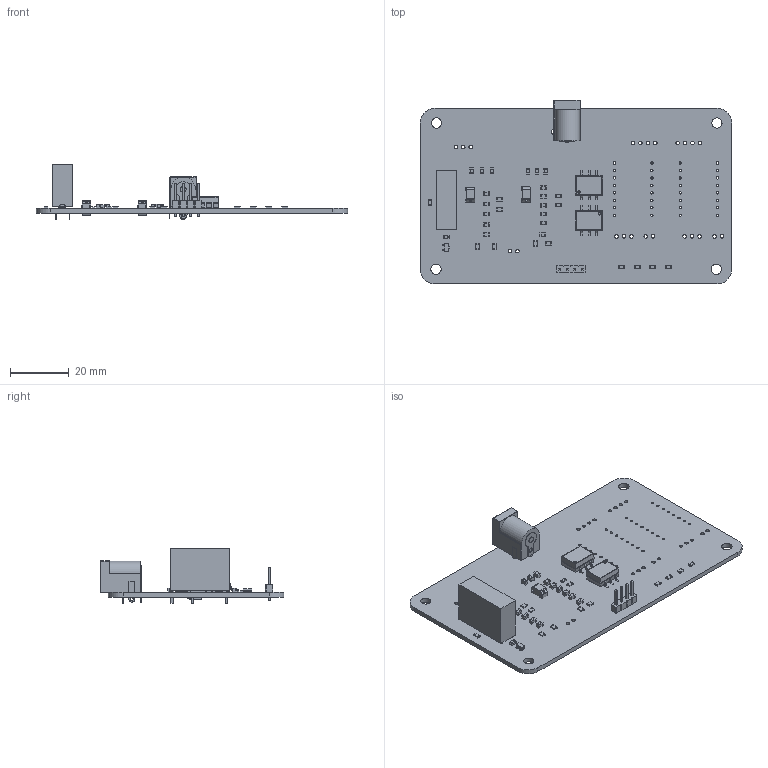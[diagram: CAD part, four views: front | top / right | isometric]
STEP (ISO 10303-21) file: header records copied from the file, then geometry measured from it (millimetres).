
FILE_DESCRIPTION(('KiCad electronic assembly'),'2;1');
FILE_NAME('MitskiKillerV1_2A.step','2025-03-26T04:50:58',('Pcbnew'),( 'Kicad'),'Open CASCADE STEP processor 7.7','KiCad to STEP converter' ,'Unknown');
FILE_SCHEMA(('AUTOMOTIVE_DESIGN { 1 0 10303 214 1 1 1 1 }'));
Length unit declared in the file: millimetre
Products named in the file (20): MitskiKillerV1_2A 1; C_0805_2012Metric; R_0805_2012Metric; BarrelJack_Horizontal; SPM5030T-2R2M-HZ; SPM5030T-4R7M-HZ; PinHeader_1x04_P2.54mm_Vertical; PinHeader_1x04_P254mm_Vertical; 219-3MST; ASSEMBLY; D_0805_2012Metric; D_0805; SOT-23; SOT_23; Relay_ALDP105W; part; MitskiKillerV1_2A_PCB
Assembly tree (49 placements, depth 3):
  MitskiKillerV1_2A 1
    C_0805_2012Metric  x17
      C_0805_2012Metric
    R_0805_2012Metric  x13
      R_0805_2012Metric
    BarrelJack_Horizontal
      BarrelJack_Horizontal
    SPM5030T-2R2M-HZ  x2
      SPM5030T-4R7M-HZ
    PinHeader_1x04_P2.54mm_Vertical
      PinHeader_1x04_P254mm_Vertical
    219-3MST  x2
      ASSEMBLY
    D_0805_2012Metric
      D_0805
    SOT-23
      SOT_23
    Relay_ALDP105W
      part
    MitskiKillerV1_2A_PCB
Bounding box: 106 x 62.6 x 18.81 mm (x, y, z)
Volume: 13399.1 mm3; surface area: 17338.4 mm2
Topology: 69 solids, 69 shells, 1653 faces, 4153 edges, 2677 vertices
Faces by surface type: plane 1056, cylinder 559, bspline 27, sphere 9, extrusion 2
Full cylindrical faces by diameter (mm): 0.635 x1, 0.8 x32, 0.838 x2, 1 x6, 1.1 x4, 1.2 x23, 1.5 x2, 1.6 x3, 2 x2, 3.5 x4, 6.3 x1
Entity records: 23222 total; most frequent: CARTESIAN_POINT 3626, DIRECTION 3400, ORIENTED_EDGE 3302, EDGE_CURVE 1651, VECTOR 1202, LINE 1200, AXIS2_PLACEMENT_3D 1099, VERTEX_POINT 1049
